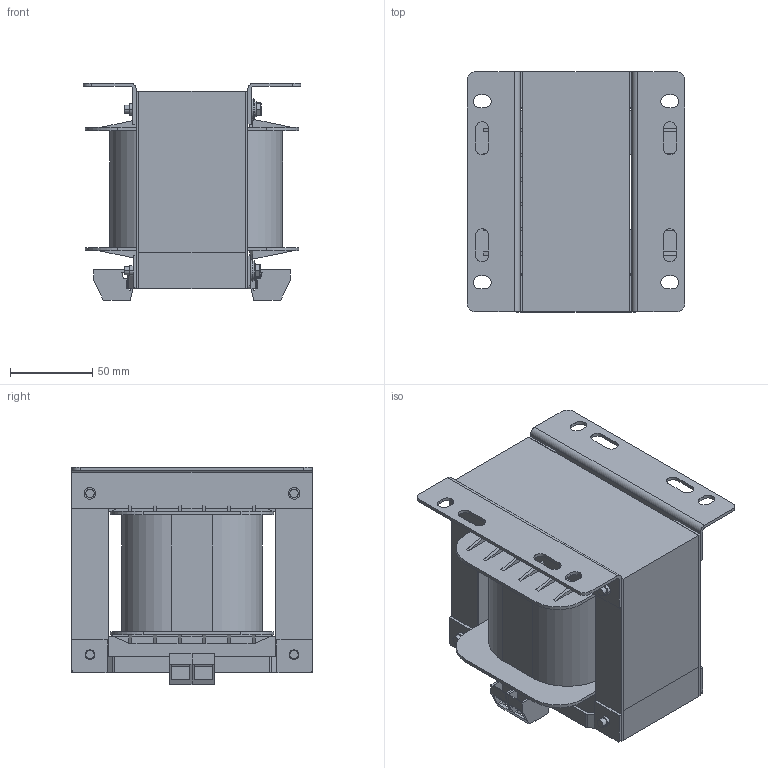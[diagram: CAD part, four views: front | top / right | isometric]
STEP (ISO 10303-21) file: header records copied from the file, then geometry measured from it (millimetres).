
FILE_DESCRIPTION((''),'2;1');
FILE_NAME('ASM0002_ASM','2018-10-31T',('jghua'),(''),'CREO PARAMETRIC BY PTC INC, 2014440','CREO PARAMETRIC BY PTC INC, 2014440','');
FILE_SCHEMA(('CONFIG_CONTROL_DESIGN'));
Length unit declared in the file: millimetre
Products named in the file (14): 线圈; 沺陑1; 沺陑2; 囀標啣; 狟標啣湮謂; 狟標啣苤謂; JYZ; 500JXDZB; 諉盄傷赽啣湮謂; PINGDIAN300; 粟菜; 蹟邡; 20A諉盄傷赽; ASM0002_ASM
Assembly tree (31 placements, depth 2):
  ASM0002_ASM
    线圈
    沺陑1
    沺陑2
    囀標啣  x4
    狟標啣湮謂
    狟標啣苤謂
    JYZ  x4
    500JXDZB
    諉盄傷赽啣湮謂
    PINGDIAN300  x4
    粟菜  x4
    蹟邡  x4
    20A諉盄傷赽  x4
Bounding box: 132 x 146 x 132.4 mm (x, y, z)
Volume: 1334610 mm3; surface area: 266469.6 mm2
Topology: 31 solids, 31 shells, 738 faces, 1852 edges, 1184 vertices
Faces by surface type: plane 478, cylinder 236, bspline 24
Entity records: 13331 total; most frequent: CARTESIAN_POINT 2592, DIRECTION 2190, ORIENTED_EDGE 2126, EDGE_CURVE 1063, VECTOR 824, LINE 824, AXIS2_PLACEMENT_3D 683, VERTEX_POINT 677
